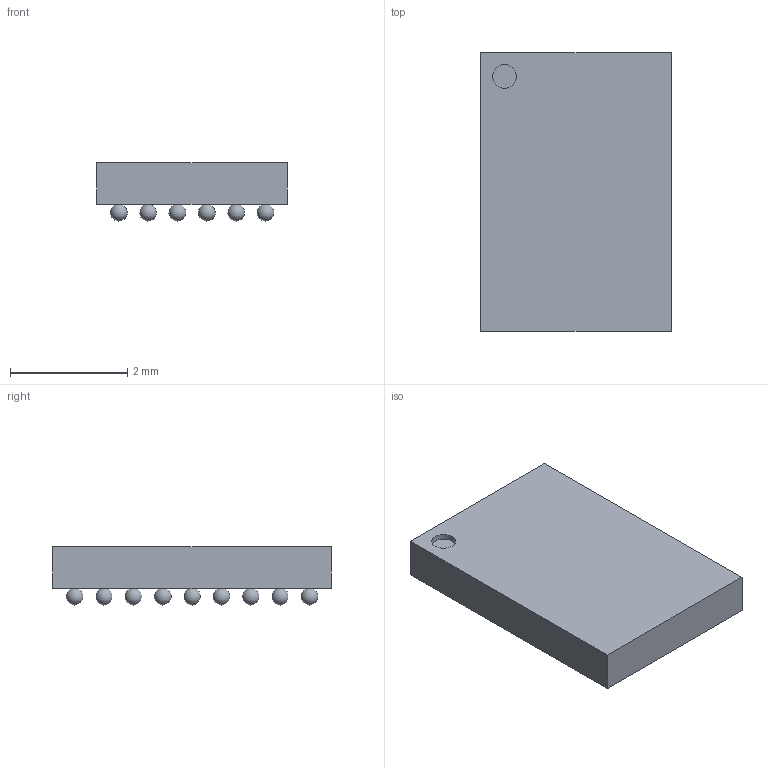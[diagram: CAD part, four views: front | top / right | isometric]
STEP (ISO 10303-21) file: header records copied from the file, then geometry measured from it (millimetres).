
FILE_DESCRIPTION(('FreeCAD Model'),'2;1');
FILE_NAME('1287585.1.1.stp','2022-08-26T08:28:18',( 'Author'),(''),'Open CASCADE STEP processor 6.9','FreeCAD','Unknown' );
FILE_SCHEMA(('AUTOMOTIVE_DESIGN { 1 0 10303 214 1 1 1 1 }'));
Length unit declared in the file: millimetre
Products named in the file (42): ASSEMBLY; A1; A2; A3; A4; A5; A6; B1; B2; B3; B4; B5; B6; C1; C6; D1; D3; D4; D6; E1; E3; E4; E6; F1; F3; F4; F6; G1; G6; H1; H2; H3; H4; H5; H6; J1; J2; J3; J4; J5 ...
Assembly tree (41 placements, depth 2):
  ASSEMBLY
    A1
    A2
    A3
    A4
    A5
    A6
    B1
    B2
    B3
    B4
    B5
    B6
    C1
    C6
    D1
    D3
    D4
    D6
    E1
    E3
    E4
    E6
    F1
    F3
    F4
    F6
    G1
    G6
    H1
    H2
    H3
    H4
    H5
    H6
    J1
    J2
    J3
    J4
    J5
    J6
    Body
Bounding box: 3.25 x 4.75 x 0.99 mm (x, y, z)
Volume: 11.3 mm3; surface area: 52.8 mm2
Topology: 41 solids, 41 shells, 48 faces, 135 edges, 90 vertices
Faces by surface type: sphere 40, plane 7, cylinder 1
Full cylindrical faces by diameter (mm): 0.406 x1
Entity records: 2036 total; most frequent: DIRECTION 227, CARTESIAN_POINT 185, AXIS2_PLACEMENT_3D 92, PRODUCT_DEFINITION_SHAPE 83, VERTEX_POINT 50, FACE_BOUND 49, ADVANCED_FACE 48, SHAPE_DEFINITION_REPRESENTATION 42
